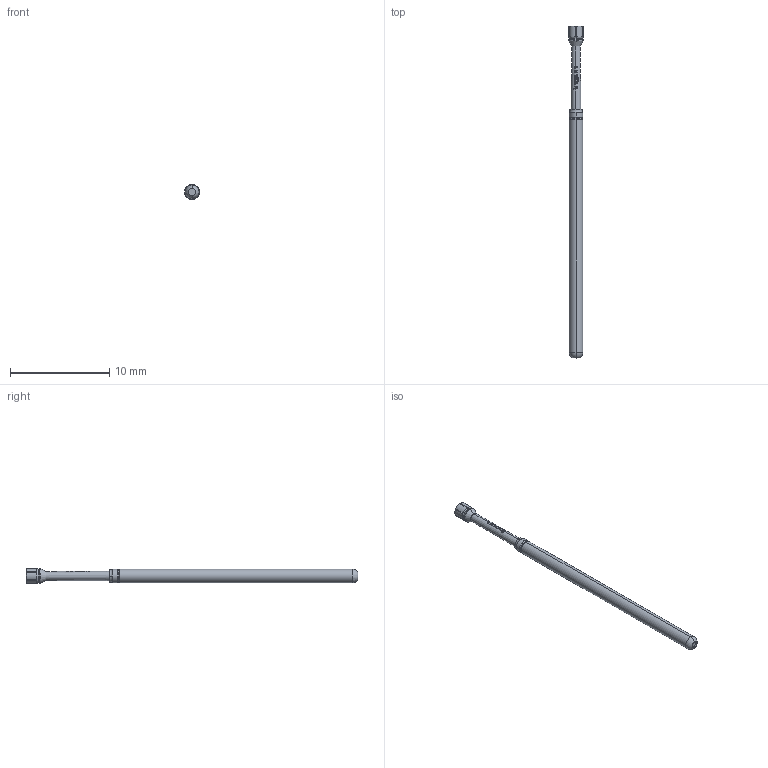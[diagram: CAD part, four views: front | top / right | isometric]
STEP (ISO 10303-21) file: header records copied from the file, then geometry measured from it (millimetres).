
FILE_DESCRIPTION (( 'STEP AP203' ), '1' );
FILE_NAME ('INGUN_HSS-100_319_150_A_xx00.STEP', '2021-01-06T10:12:32', ( '' ), ( '' ), 'SwSTEP 2.0', 'SolidWorks 2018', '' );
FILE_SCHEMA (( 'CONFIG_CONTROL_DESIGN' ));
Length unit declared in the file: millimetre
Products named in the file (1): INGUN_HSS-100_319_150_A_xx00
Bounding box: 1.5 x 33.4 x 1.5 mm (x, y, z)
Volume: 43.3 mm3; surface area: 145.1 mm2
Topology: 1 solids, 1 shells, 127 faces, 342 edges, 219 vertices
Faces by surface type: bspline 52, cone 26, plane 21, torus 14, cylinder 14
Entity records: 5198 total; most frequent: CARTESIAN_POINT 2424, ORIENTED_EDGE 684, DIRECTION 375, EDGE_CURVE 342, VERTEX_POINT 219, B_SPLINE_CURVE_WITH_KNOTS 199, AXIS2_PLACEMENT_3D 156, EDGE_LOOP 129
